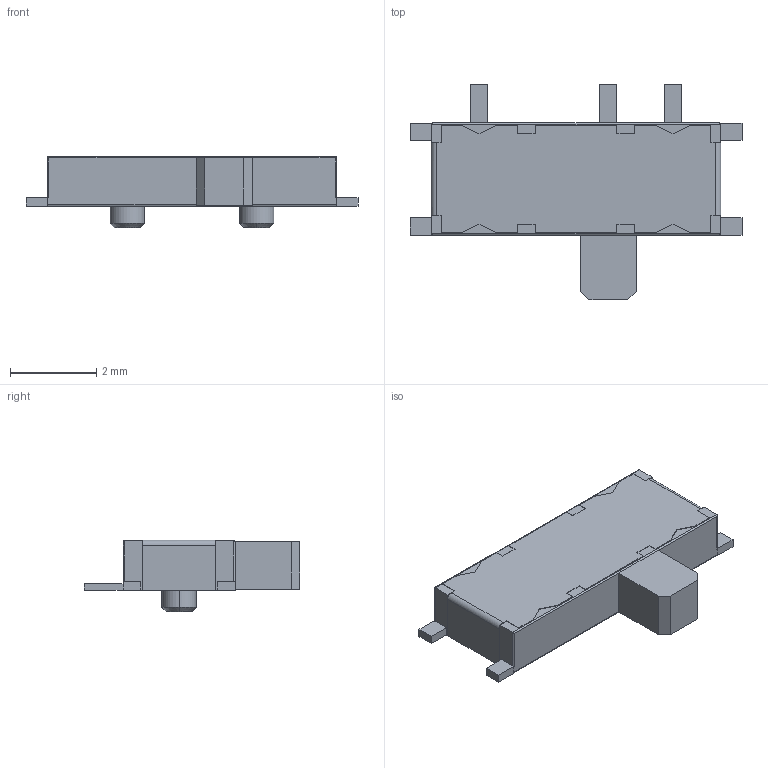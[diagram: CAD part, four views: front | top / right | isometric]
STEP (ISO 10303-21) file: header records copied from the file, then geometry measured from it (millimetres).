
FILE_DESCRIPTION (( 'STEP AP214' ), '1' );
FILE_NAME ('User Library-688-SSSS811101.STEP', '2017-11-14T17:56:36', ( 'Windows User' ), ( '' ), 'SwSTEP 2.0', 'SolidWorks 2017', '' );
FILE_SCHEMA (( 'AUTOMOTIVE_DESIGN' ));
Length unit declared in the file: millimetre
Products named in the file (1): User Library-688-SSSS811101
Bounding box: 7.7 x 5 x 1.66 mm (x, y, z)
Volume: 23.1 mm3; surface area: 70.4 mm2
Topology: 1 solids, 1 shells, 125 faces, 343 edges, 222 vertices
Faces by surface type: plane 107, cylinder 14, cone 4
Entity records: 4354 total; most frequent: CARTESIAN_POINT 801, ORIENTED_EDGE 686, DIRECTION 593, EDGE_CURVE 343, VECTOR 285, LINE 285, VERTEX_POINT 222, AXIS2_PLACEMENT_3D 154
